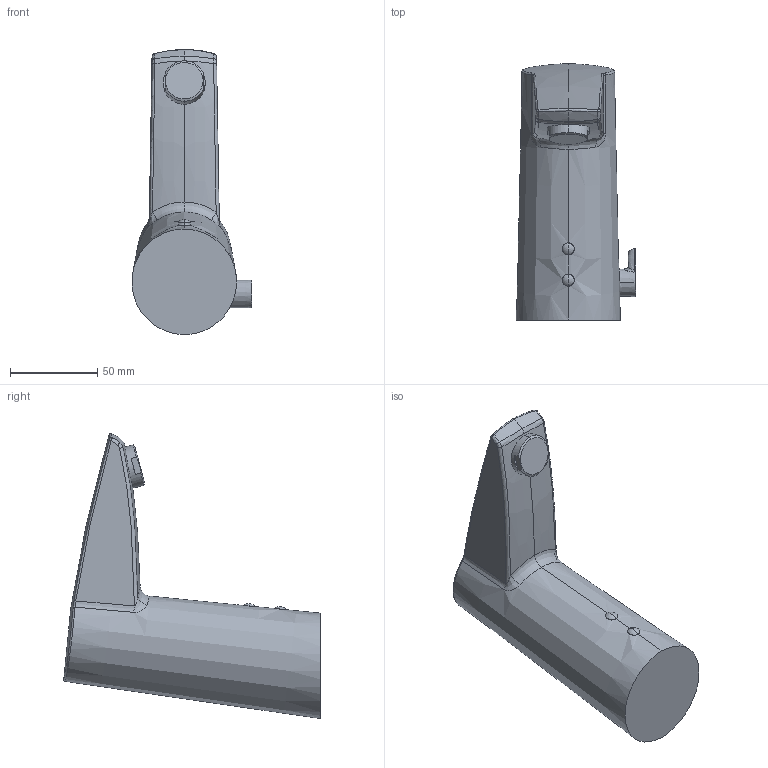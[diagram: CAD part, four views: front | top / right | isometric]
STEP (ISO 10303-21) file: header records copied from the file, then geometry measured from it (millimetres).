
FILE_DESCRIPTION (( 'STEP AP203' ), '1' );
FILE_NAME ('2814FZ(2020)+2824FTZ(2020)+64912019+64912219.STEP', '2020-03-10T08:45:06', ( '' ), ( '' ), 'SwSTEP 2.0', 'SolidWorks 2016', '' );
FILE_SCHEMA (( 'CONFIG_CONTROL_DESIGN' ));
Length unit declared in the file: millimetre
Products named in the file (1): 2814FZ(2020)+2824FTZ(2020)+64912019+64912219
Bounding box: 68.74 x 146.96 x 163.45 mm (x, y, z)
Volume: 461539.2 mm3; surface area: 42229.2 mm2
Topology: 1 solids, 1 shells, 70 faces, 173 edges, 106 vertices
Faces by surface type: bspline 39, cone 10, plane 8, sphere 7, cylinder 3, torus 3
Entity records: 6949 total; most frequent: CARTESIAN_POINT 5528, ORIENTED_EDGE 346, DIRECTION 190, EDGE_CURVE 173, VERTEX_POINT 106, B_SPLINE_CURVE_WITH_KNOTS 98, AXIS2_PLACEMENT_3D 85, EDGE_LOOP 71
